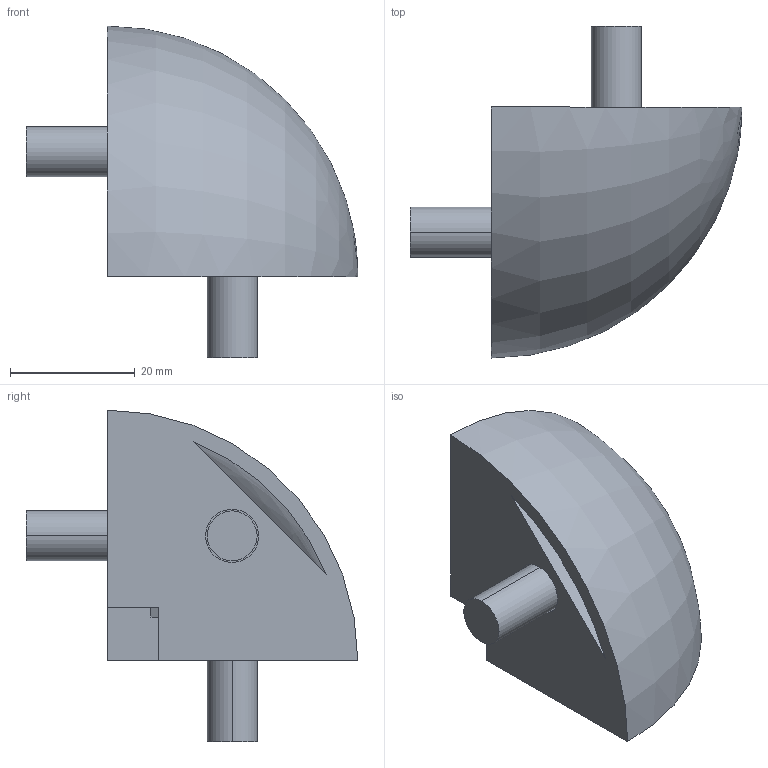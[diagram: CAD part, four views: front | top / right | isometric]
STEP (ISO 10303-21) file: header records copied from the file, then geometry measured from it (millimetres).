
FILE_DESCRIPTION((''),'2;1');
FILE_NAME('SZ0932S.stp','2009-07-27T13:53:59',(''),(''),'Mechanical Desktop 2007','Mechanical Desktop 2007',', , ');
FILE_SCHEMA(('CONFIG_CONTROL_DESIGN'));
Length unit declared in the file: millimetre
Products named in the file (3): SZ0932S; SZ0931S; SZ0076S
Assembly tree (4 placements, depth 3):
  SZ0932S
    SZ0931S  x2
      SZ0076S
    SZ0076S
Bounding box: 53.14 x 53.14 x 53.14 mm (x, y, z)
Volume: 25096.9 mm3; surface area: 12684 mm2
Topology: 1 solids, 1 shells, 41 faces, 100 edges, 66 vertices
Faces by surface type: plane 21, cylinder 18, bspline 2
Entity records: 1524 total; most frequent: CARTESIAN_POINT 395, DIRECTION 221, ORIENTED_EDGE 198, EDGE_CURVE 99, AXIS2_PLACEMENT_3D 88, VERTEX_POINT 66, EDGE_LOOP 53, VECTOR 45
